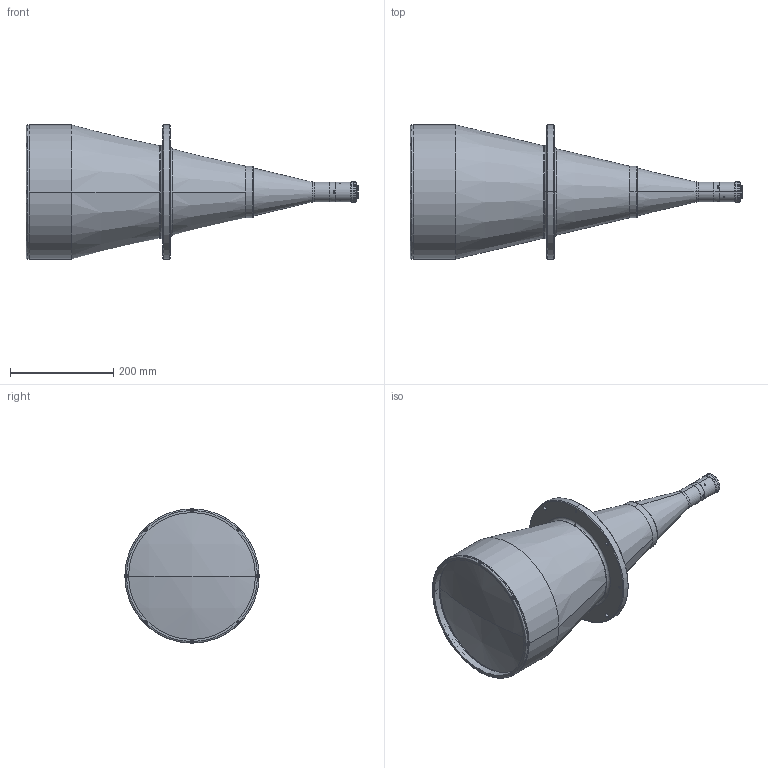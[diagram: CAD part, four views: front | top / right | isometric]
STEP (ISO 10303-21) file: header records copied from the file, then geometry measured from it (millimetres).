
FILE_DESCRIPTION (( 'STEP AP203' ), '1' );
FILE_NAME ('DP26402_TC3MHR192-C.step', '2020-09-04T09:41:23', ( '' ), ( '' ), 'SwSTEP 2.0', 'SolidWorks 2020', '' );
FILE_SCHEMA (( 'CONFIG_CONTROL_DESIGN' ));
Length unit declared in the file: millimetre
Products named in the file (1): DP26402_TC3MHR192-C
Bounding box: 643.45 x 260 x 260 mm (x, y, z)
Surface area: 454788.7 mm2 (no closed solid volume)
Topology: 0 solids, 28 shells, 238 faces, 743 edges, 525 vertices
Faces by surface type: cylinder 89, plane 85, torus 38, cone 24, sphere 2
Entity records: 8911 total; most frequent: CARTESIAN_POINT 2011, DIRECTION 1557, ORIENTED_EDGE 1194, EDGE_CURVE 739, AXIS2_PLACEMENT_3D 611, VERTEX_POINT 525, CIRCLE 372, LINE 335
